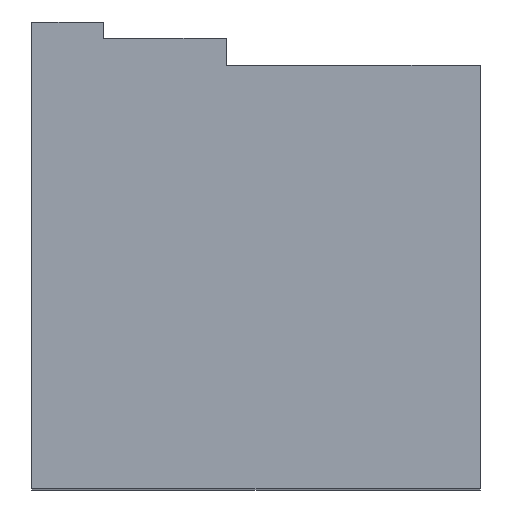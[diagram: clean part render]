
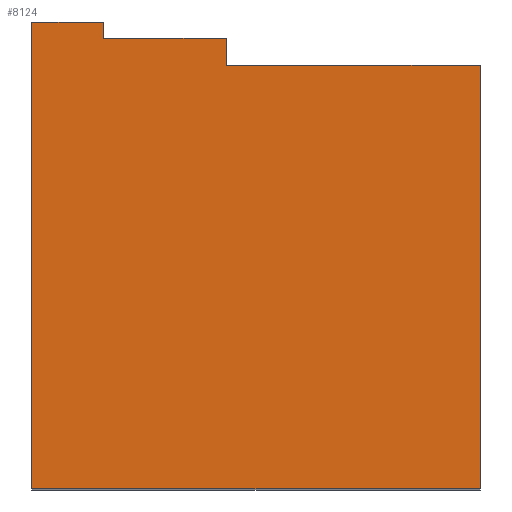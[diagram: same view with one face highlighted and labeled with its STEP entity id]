
A CAD part, top view. The second image highlights one B-rep face of the part: STEP entity #8124.
In plain terms, the highlighted planar face has unit normal (0, 0, 1).
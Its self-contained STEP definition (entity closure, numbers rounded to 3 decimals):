
#40 = VERTEX_POINT ( 'NONE', #4829 ) ;
#81 = LINE ( 'NONE', #10107, #11144 ) ;
#92 = AXIS2_PLACEMENT_3D ( 'NONE', #6928, #1723, #9523 ) ;
#254 = ORIENTED_EDGE ( 'NONE', *, *, #8361, .T. ) ;
#258 = VERTEX_POINT ( 'NONE', #10175 ) ;
#831 = LINE ( 'NONE', #5472, #8107 ) ;
#966 = EDGE_CURVE ( 'NONE', #8103, #258, #831, .T. ) ;
#1273 = CARTESIAN_POINT ( 'NONE',  ( 21.9, 20.7, 0. ) ) ;
#1355 = DIRECTION ( 'NONE',  ( -1., 0., 0. ) ) ;
#1568 = VERTEX_POINT ( 'NONE', #6615 ) ;
#1723 = DIRECTION ( 'NONE',  ( 0., 0., -1. ) ) ;
#1818 = VECTOR ( 'NONE', #4374, 1000. ) ;
#1837 = PLANE ( 'NONE',  #92 ) ;
#2611 = ORIENTED_EDGE ( 'NONE', *, *, #3693, .T. ) ;
#2636 = VECTOR ( 'NONE', #4712, 1000. ) ;
#2770 = EDGE_CURVE ( 'NONE', #258, #1568, #4139, .T. ) ;
#2955 = CARTESIAN_POINT ( 'NONE',  ( 0., 0., 0. ) ) ;
#2969 = CARTESIAN_POINT ( 'NONE',  ( 9.5, 20.7, 0. ) ) ;
#3008 = DIRECTION ( 'NONE',  ( -1., 0., 0. ) ) ;
#3097 = EDGE_CURVE ( 'NONE', #5806, #8103, #81, .T. ) ;
#3236 = EDGE_CURVE ( 'NONE', #40, #3439, #6257, .T. ) ;
#3439 = VERTEX_POINT ( 'NONE', #10248 ) ;
#3480 = CARTESIAN_POINT ( 'NONE',  ( 0., 22.8, 0. ) ) ;
#3693 = EDGE_CURVE ( 'NONE', #1568, #4647, #10373, .T. ) ;
#3770 = LINE ( 'NONE', #4715, #10408 ) ;
#4139 = LINE ( 'NONE', #3480, #1818 ) ;
#4332 = CARTESIAN_POINT ( 'NONE',  ( 3.5, 22., 0. ) ) ;
#4374 = DIRECTION ( 'NONE',  ( -1., 0., 0. ) ) ;
#4388 = ORIENTED_EDGE ( 'NONE', *, *, #3236, .T. ) ;
#4443 = ORIENTED_EDGE ( 'NONE', *, *, #2770, .T. ) ;
#4582 = ORIENTED_EDGE ( 'NONE', *, *, #10353, .T. ) ;
#4647 = VERTEX_POINT ( 'NONE', #8620 ) ;
#4712 = DIRECTION ( 'NONE',  ( 0., 1., 0. ) ) ;
#4715 = CARTESIAN_POINT ( 'NONE',  ( 21.9, 20.7, 0. ) ) ;
#4829 = CARTESIAN_POINT ( 'NONE',  ( 21.9, 20.7, 0. ) ) ;
#4970 = FACE_OUTER_BOUND ( 'NONE', #8682, .T. ) ;
#5472 = CARTESIAN_POINT ( 'NONE',  ( 3.5, 22., 0. ) ) ;
#5485 = LINE ( 'NONE', #2969, #2636 ) ;
#5806 = VERTEX_POINT ( 'NONE', #6739 ) ;
#5878 = ORIENTED_EDGE ( 'NONE', *, *, #6319, .T. ) ;
#6139 = DIRECTION ( 'NONE',  ( 1., 0., 0. ) ) ;
#6257 = LINE ( 'NONE', #1273, #10342 ) ;
#6319 = EDGE_CURVE ( 'NONE', #7368, #40, #3770, .T. ) ;
#6359 = DIRECTION ( 'NONE',  ( 0., 1., 0. ) ) ;
#6451 = DIRECTION ( 'NONE',  ( 0., 1., 0. ) ) ;
#6480 = ORIENTED_EDGE ( 'NONE', *, *, #966, .T. ) ;
#6615 = CARTESIAN_POINT ( 'NONE',  ( 0., 22.8, 0. ) ) ;
#6739 = CARTESIAN_POINT ( 'NONE',  ( 9.5, 22., 0. ) ) ;
#6928 = CARTESIAN_POINT ( 'NONE',  ( 0., 0., 0. ) ) ;
#7130 = ORIENTED_EDGE ( 'NONE', *, *, #3097, .T. ) ;
#7211 = DIRECTION ( 'NONE',  ( 0., -1., 0. ) ) ;
#7368 = VERTEX_POINT ( 'NONE', #9701 ) ;
#8103 = VERTEX_POINT ( 'NONE', #4332 ) ;
#8107 = VECTOR ( 'NONE', #6359, 1000. ) ;
#8124 = ADVANCED_FACE ( 'NONE', ( #4970 ), #1837, .F. ) ;
#8361 = EDGE_CURVE ( 'NONE', #3439, #5806, #5485, .T. ) ;
#8620 = CARTESIAN_POINT ( 'NONE',  ( 0., 0., 0. ) ) ;
#8682 = EDGE_LOOP ( 'NONE', ( #4582, #5878, #4388, #254, #7130, #6480, #4443, #2611 ) ) ;
#8799 = VECTOR ( 'NONE', #6139, 1000. ) ;
#9189 = CARTESIAN_POINT ( 'NONE',  ( 21.9, 0., 0. ) ) ;
#9523 = DIRECTION ( 'NONE',  ( -1., 0., 0. ) ) ;
#9701 = CARTESIAN_POINT ( 'NONE',  ( 21.9, 0., 0. ) ) ;
#9707 = VECTOR ( 'NONE', #7211, 1000. ) ;
#10107 = CARTESIAN_POINT ( 'NONE',  ( 9.5, 22., 0. ) ) ;
#10175 = CARTESIAN_POINT ( 'NONE',  ( 3.5, 22.8, 0. ) ) ;
#10248 = CARTESIAN_POINT ( 'NONE',  ( 9.5, 20.7, 0. ) ) ;
#10342 = VECTOR ( 'NONE', #3008, 1000. ) ;
#10353 = EDGE_CURVE ( 'NONE', #4647, #7368, #11003, .T. ) ;
#10373 = LINE ( 'NONE', #2955, #9707 ) ;
#10408 = VECTOR ( 'NONE', #6451, 1000. ) ;
#11003 = LINE ( 'NONE', #9189, #8799 ) ;
#11144 = VECTOR ( 'NONE', #1355, 1000. ) ;
